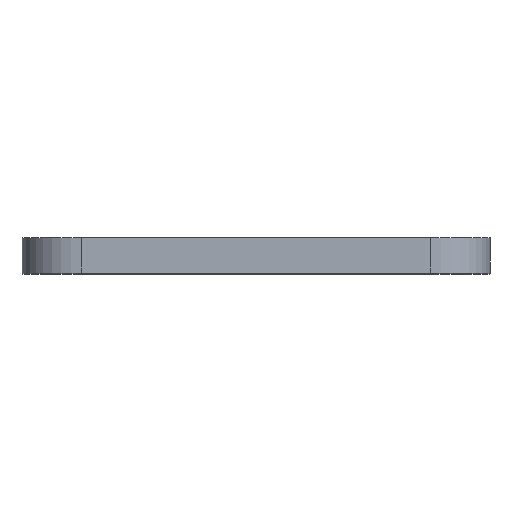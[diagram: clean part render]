
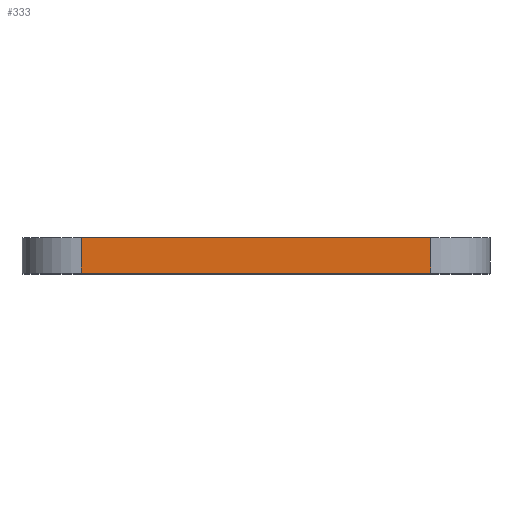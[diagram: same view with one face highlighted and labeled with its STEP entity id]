
A CAD part, top view. The second image highlights one B-rep face of the part: STEP entity #333.
In plain terms, the highlighted planar face has unit normal (0, 0, 1).
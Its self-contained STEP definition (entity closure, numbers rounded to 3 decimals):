
#15 = CARTESIAN_POINT ( 'NONE',  ( 14.75, 3., 33.5 ) ) ;
#27 = DIRECTION ( 'NONE',  ( 0., -1., 0. ) ) ;
#34 = PLANE ( 'NONE',  #358 ) ;
#72 = LINE ( 'NONE', #77, #338 ) ;
#77 = CARTESIAN_POINT ( 'NONE',  ( -14.75, 3., 33.5 ) ) ;
#81 = CARTESIAN_POINT ( 'NONE',  ( 14.75, 0., 33.5 ) ) ;
#82 = ORIENTED_EDGE ( 'NONE', *, *, #642, .F. ) ;
#177 = DIRECTION ( 'NONE',  ( 1., 0., 0. ) ) ;
#233 = CARTESIAN_POINT ( 'NONE',  ( 14.75, 3., 33.5 ) ) ;
#246 = CARTESIAN_POINT ( 'NONE',  ( -14.75, 0., 33.5 ) ) ;
#247 = CARTESIAN_POINT ( 'NONE',  ( -14.75, 3., 33.5 ) ) ;
#302 = CARTESIAN_POINT ( 'NONE',  ( 14.75, 3., 33.5 ) ) ;
#306 = DIRECTION ( 'NONE',  ( -1., 0., 0. ) ) ;
#333 = ADVANCED_FACE ( 'NONE', ( #548 ), #34, .F. ) ;
#335 = CARTESIAN_POINT ( 'NONE',  ( 14.75, 3., 33.5 ) ) ;
#338 = VECTOR ( 'NONE', #512, 1000. ) ;
#349 = VECTOR ( 'NONE', #177, 1000. ) ;
#356 = LINE ( 'NONE', #81, #349 ) ;
#358 = AXIS2_PLACEMENT_3D ( 'NONE', #302, #903, #306 ) ;
#397 = VECTOR ( 'NONE', #658, 1000. ) ;
#400 = LINE ( 'NONE', #335, #397 ) ;
#467 = EDGE_CURVE ( 'NONE', #985, #644, #511, .T. ) ;
#474 = VECTOR ( 'NONE', #27, 1000. ) ;
#511 = LINE ( 'NONE', #15, #474 ) ;
#512 = DIRECTION ( 'NONE',  ( 0., -1., 0. ) ) ;
#548 = FACE_OUTER_BOUND ( 'NONE', #982, .T. ) ;
#622 = CARTESIAN_POINT ( 'NONE',  ( 14.75, 0., 33.5 ) ) ;
#642 = EDGE_CURVE ( 'NONE', #969, #985, #400, .T. ) ;
#644 = VERTEX_POINT ( 'NONE', #622 ) ;
#658 = DIRECTION ( 'NONE',  ( 1., 0., 0. ) ) ;
#734 = EDGE_CURVE ( 'NONE', #976, #644, #356, .T. ) ;
#761 = EDGE_CURVE ( 'NONE', #969, #976, #72, .T. ) ;
#864 = ORIENTED_EDGE ( 'NONE', *, *, #734, .T. ) ;
#882 = ORIENTED_EDGE ( 'NONE', *, *, #467, .F. ) ;
#903 = DIRECTION ( 'NONE',  ( 0., 0., -1. ) ) ;
#969 = VERTEX_POINT ( 'NONE', #247 ) ;
#974 = ORIENTED_EDGE ( 'NONE', *, *, #761, .T. ) ;
#976 = VERTEX_POINT ( 'NONE', #246 ) ;
#982 = EDGE_LOOP ( 'NONE', ( #864, #882, #82, #974 ) ) ;
#985 = VERTEX_POINT ( 'NONE', #233 ) ;
